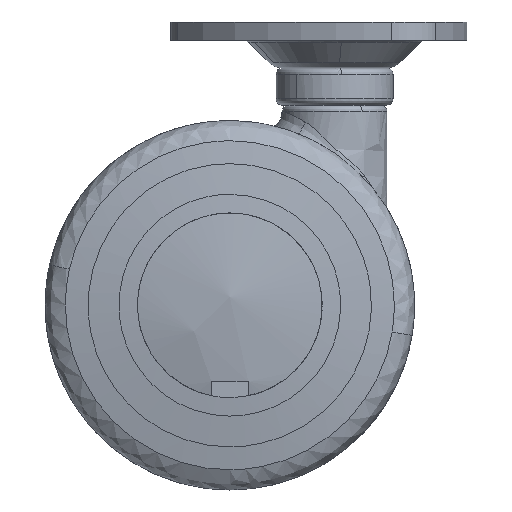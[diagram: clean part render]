
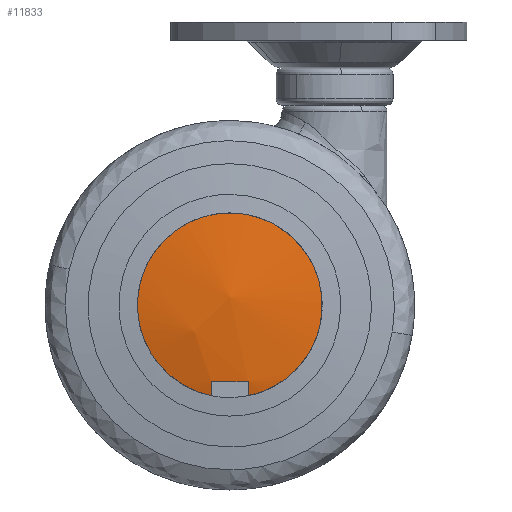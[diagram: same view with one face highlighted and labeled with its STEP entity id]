
A CAD part, front view. The second image highlights one B-rep face of the part: STEP entity #11833.
In plain terms, the highlighted free-form (B-spline) face has degree [2, 2] with [4, 4] control points.
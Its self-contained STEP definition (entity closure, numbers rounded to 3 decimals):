
#9682=CARTESIAN_POINT('',(3.0,-23.033,-12.4));
#9683=VERTEX_POINT('',#9682);
#9684=CARTESIAN_POINT('',(-3.0,-23.033,-12.4));
#9685=VERTEX_POINT('',#9684);
#9686=CARTESIAN_POINT('',(3.,-23.033,-12.4));
#9687=CARTESIAN_POINT('',(0.,-23.187,-12.4));
#9688=CARTESIAN_POINT('',(-3.,-23.033,-12.4));
#9696=(BOUNDED_CURVE()B_SPLINE_CURVE(2,(#9686,#9687,#9688),.UNSPECIFIED.,.F.,.U.)CURVE()GEOMETRIC_REPRESENTATION_ITEM()QUASI_UNIFORM_CURVE()RATIONAL_B_SPLINE_CURVE((1.0,0.999,1.0))REPRESENTATION_ITEM(''));
#9697=EDGE_CURVE('',#9683,#9685,#9696,.T.);
#9726=CARTESIAN_POINT('',(3.0,-22.5,-14.697));
#9727=VERTEX_POINT('',#9726);
#9728=CARTESIAN_POINT('',(3.0,-22.5,-14.697));
#9729=CARTESIAN_POINT('',(3.,-22.789,-13.554));
#9730=CARTESIAN_POINT('',(3.0,-23.033,-12.4));
#9738=(BOUNDED_CURVE()B_SPLINE_CURVE(2,(#9728,#9729,#9730),.UNSPECIFIED.,.F.,.U.)CURVE()GEOMETRIC_REPRESENTATION_ITEM()QUASI_UNIFORM_CURVE()RATIONAL_B_SPLINE_CURVE((1.0,1.,1.0))REPRESENTATION_ITEM(''));
#9739=EDGE_CURVE('',#9727,#9683,#9738,.T.);
#9762=CARTESIAN_POINT('',(-3.0,-22.5,-14.697));
#9763=VERTEX_POINT('',#9762);
#9764=CARTESIAN_POINT('',(-3.0,-23.033,-12.4));
#9765=CARTESIAN_POINT('',(-3.0,-22.789,-13.554));
#9766=CARTESIAN_POINT('',(-3.0,-22.5,-14.697));
#9774=(BOUNDED_CURVE()B_SPLINE_CURVE(2,(#9764,#9765,#9766),.UNSPECIFIED.,.F.,.U.)CURVE()GEOMETRIC_REPRESENTATION_ITEM()QUASI_UNIFORM_CURVE()RATIONAL_B_SPLINE_CURVE((1.0,1.,1.0))REPRESENTATION_ITEM(''));
#9775=EDGE_CURVE('',#9685,#9763,#9774,.T.);
#11779=CARTESIAN_POINT('',(-3.0,-22.5,-14.697));
#11780=CARTESIAN_POINT('',(-16.287,-22.5,-11.985));
#11781=CARTESIAN_POINT('',(-14.924,-22.5,1.508));
#11782=CARTESIAN_POINT('',(-13.561,-22.5,15.));
#11783=CARTESIAN_POINT('',(0.0,-22.5,15.0));
#11784=CARTESIAN_POINT('',(13.561,-22.5,15.));
#11785=CARTESIAN_POINT('',(14.924,-22.5,1.508));
#11786=CARTESIAN_POINT('',(16.287,-22.5,-11.985));
#11787=CARTESIAN_POINT('',(3.0,-22.5,-14.697));
#11795=(BOUNDED_CURVE()B_SPLINE_CURVE(2,(#11779,#11780,#11781,#11782,#11783,#11784,#11785,#11786,#11787),.UNSPECIFIED.,.F.,.U.)B_SPLINE_CURVE_WITH_KNOTS((3,2,2,2,3),(0.0,0.25,0.5,0.75,1.0),.UNSPECIFIED.)CURVE()GEOMETRIC_REPRESENTATION_ITEM()RATIONAL_B_SPLINE_CURVE((1.0,0.742,1.0,0.742,1.0,0.742,1.0,0.742,1.0))REPRESENTATION_ITEM(''));
#11796=EDGE_CURVE('',#9763,#9727,#11795,.T.);
#11803=CARTESIAN_POINT('',(-16.098,-19.988,-15.856));
#11804=CARTESIAN_POINT('',(-8.203,-22.196,-16.133));
#11805=CARTESIAN_POINT('',(8.203,-22.196,-16.133));
#11806=CARTESIAN_POINT('',(16.098,-19.988,-15.856));
#11807=CARTESIAN_POINT('',(-16.446,-22.287,-7.443));
#11808=CARTESIAN_POINT('',(-8.383,-24.588,-7.562));
#11809=CARTESIAN_POINT('',(8.383,-24.588,-7.562));
#11810=CARTESIAN_POINT('',(16.446,-22.287,-7.443));
#11811=CARTESIAN_POINT('',(-16.446,-21.925,8.832));
#11812=CARTESIAN_POINT('',(-8.383,-24.219,9.031));
#11813=CARTESIAN_POINT('',(8.383,-24.219,9.031));
#11814=CARTESIAN_POINT('',(16.446,-21.925,8.832));
#11815=CARTESIAN_POINT('',(-16.184,-19.893,16.099));
#11816=CARTESIAN_POINT('',(-8.248,-22.111,16.433));
#11817=CARTESIAN_POINT('',(8.248,-22.111,16.433));
#11818=CARTESIAN_POINT('',(16.184,-19.893,16.099));
#11826=(BOUNDED_SURFACE()B_SPLINE_SURFACE(2,2,((#11803,#11807,#11811,#11815),(#11804,#11808,#11812,#11816),(#11805,#11809,#11813,#11817),(#11806,#11810,#11814,#11818)),.UNSPECIFIED.,.F.,.F.,.U.)B_SPLINE_SURFACE_WITH_KNOTS((3,1,3),(3,1,3),(14.483,30.682,46.882),(13.486,30.682,45.556),.UNSPECIFIED.)GEOMETRIC_REPRESENTATION_ITEM()RATIONAL_B_SPLINE_SURFACE(((1.042,1.02,1.02,1.036),(1.022,1.0,1.0,1.016),(1.022,1.0,1.0,1.016),(1.042,1.02,1.02,1.036)))REPRESENTATION_ITEM('')SURFACE());
#11827=ORIENTED_EDGE('',*,*,#9775,.F.);
#11828=ORIENTED_EDGE('',*,*,#9697,.F.);
#11829=ORIENTED_EDGE('',*,*,#9739,.F.);
#11830=ORIENTED_EDGE('',*,*,#11796,.F.);
#11831=EDGE_LOOP('',(#11827,#11828,#11829,#11830));
#11832=FACE_OUTER_BOUND('',#11831,.T.);
#11833=ADVANCED_FACE('',(#11832),#11826,.T.);
